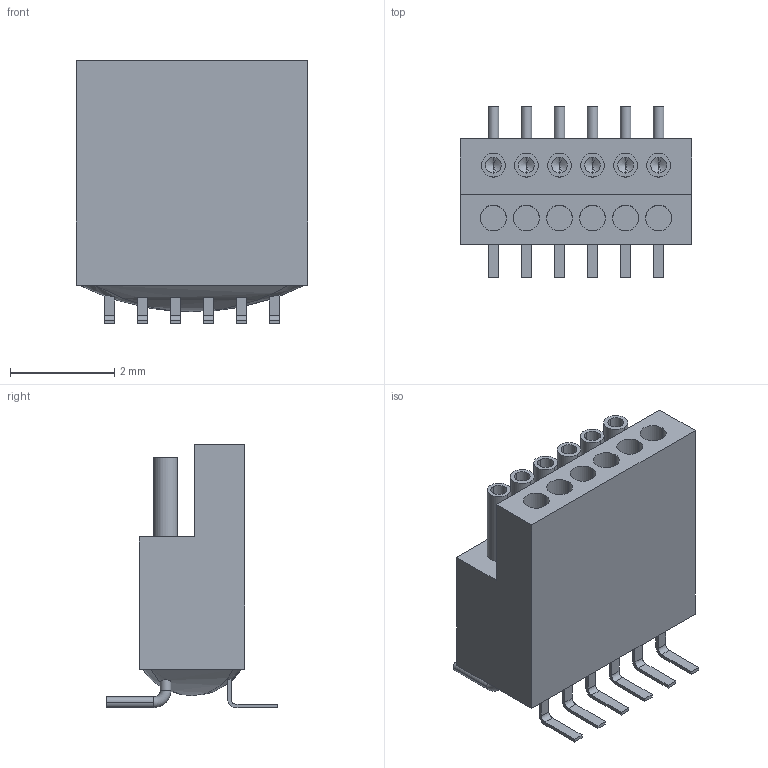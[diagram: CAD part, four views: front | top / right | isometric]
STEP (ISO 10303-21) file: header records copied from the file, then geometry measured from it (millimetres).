
FILE_DESCRIPTION (( 'STEP AP214' ), '1' );
FILE_NAME ('A79622-001 REV D.STEP', '2015-11-06T15:09:11', ( '' ), ( '' ), 'SwSTEP 2.0', 'SolidWorks 2015', '' );
FILE_SCHEMA (( 'AUTOMOTIVE_DESIGN' ));
Length unit declared in the file: inch
Products named in the file (1): A79622-001
Bounding box: 4.45 x 3.3 x 5.05 mm (x, y, z)
Volume: 28 mm3; surface area: 156.7 mm2
Topology: 1 solids, 7 shells, 208 faces, 492 edges, 311 vertices
Faces by surface type: cylinder 100, plane 80, torus 12, cone 12, bspline 4
Entity records: 6433 total; most frequent: CARTESIAN_POINT 1565, DIRECTION 1052, ORIENTED_EDGE 952, EDGE_CURVE 476, AXIS2_PLACEMENT_3D 417, VERTEX_POINT 311, EDGE_LOOP 249, LINE 218
